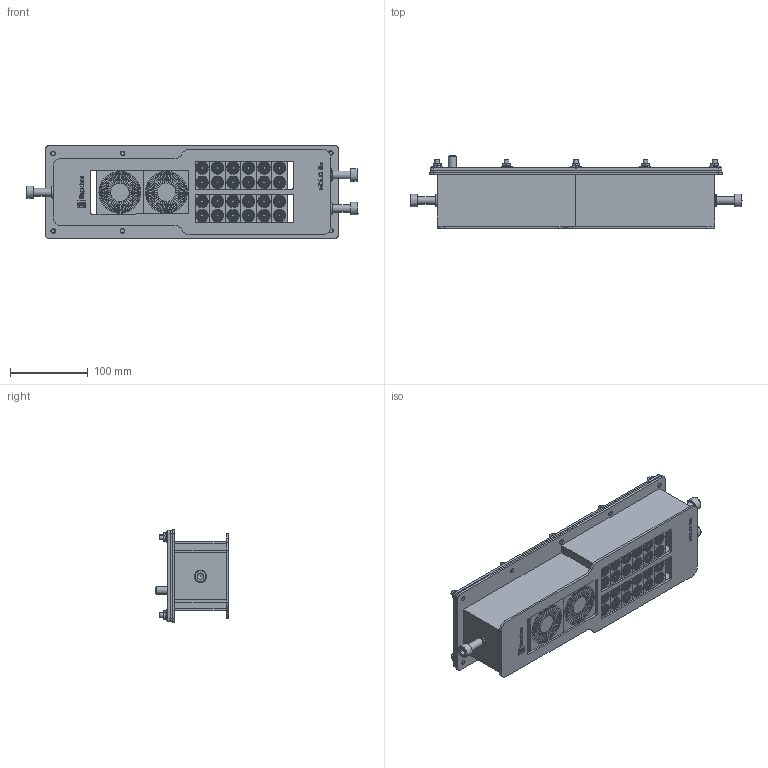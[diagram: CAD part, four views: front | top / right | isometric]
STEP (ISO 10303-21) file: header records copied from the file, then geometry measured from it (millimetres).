
FILE_DESCRIPTION(/* description */ (''),/* implementation_level */ '2;1');
FILE_NAME(/* name */ '100-090889_Shrinkwrap_1.stp',/* time_stamp */ '2020-04-17T09:00:06+02:00',/* author */ ('se-henols'),/* organization */ (''),/* preprocessor_version */ 'ST-DEVELOPER v17',/* originating_system */ 'Autodesk Inventor 2019',/* authorisation */ '');
FILE_SCHEMA (('AUTOMOTIVE_DESIGN { 1 0 10303 214 3 1 1 }'));
Products named in the file (1): 100-090889_Shrinkwrap_1
Bounding box: 428.06 x 94 x 120.58 mm (x, y, z)
Surface area: 416194.6 mm2 (no closed solid volume)
Topology: 0 solids, 277 shells, 2875 faces, 10383 edges, 7613 vertices
Faces by surface type: plane 2315, bspline 260, cylinder 185, cone 90, torus 25
Full cylindrical faces by diameter (mm): 3.5 x19, 6 x10, 10 x4, 10.4 x3, 13.4 x3, 16 x6, 24 x2
Entity records: 113745 total; most frequent: CARTESIAN_POINT 25730, DIRECTION 16939, ORIENTED_EDGE 15315, EDGE_CURVE 10380, VERTEX_POINT 7613, LINE 7423, VECTOR 7423, AXIS2_PLACEMENT_3D 4758
